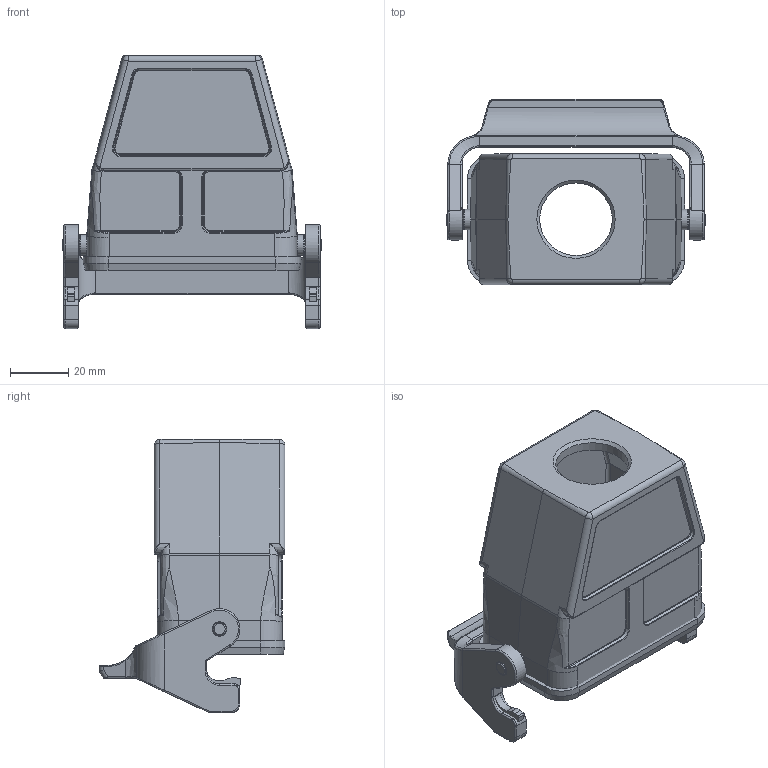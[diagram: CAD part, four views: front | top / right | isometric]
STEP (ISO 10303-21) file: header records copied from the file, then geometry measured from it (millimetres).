
FILE_DESCRIPTION(/* description */ (''),/* implementation_level */ '2;1');
FILE_NAME(/* name */ '100105868ugm000_b.stp',/* time_stamp */ '2017-10-30T15:05:04+01:00',/* author */ (''),/* organization */ (''),/* preprocessor_version */ 'ST-DEVELOPER v16',/* originating_system */ 'SIEMENS PLM Software NX 10.0',/* authorisation */ '');
FILE_SCHEMA (('AUTOMOTIVE_DESIGN { 1 0 10303 214 3 1 1 1 }'));
Length unit declared in the file: millimetre
Products named in the file (1): 100105868ugm000_b
Bounding box: 89.2 x 64 x 94.1 mm (x, y, z)
Volume: 77566.5 mm3; surface area: 45049.2 mm2
Topology: 7 solids, 7 shells, 689 faces, 1754 edges, 1084 vertices
Faces by surface type: plane 260, cylinder 207, bspline 113, torus 54, cone 45, sphere 10
Full cylindrical faces by diameter (mm): 2.05 x2, 2.95 x2, 3 x4, 4 x2, 4.8 x2, 5.1 x2, 7 x2, 25 x1
Entity records: 27506 total; most frequent: CARTESIAN_POINT 9402, ORIENTED_EDGE 3254, DIRECTION 3046, EDGE_CURVE 1627, AXIS2_PLACEMENT_3D 1119, VERTEX_POINT 1017, LINE 808, VECTOR 808
